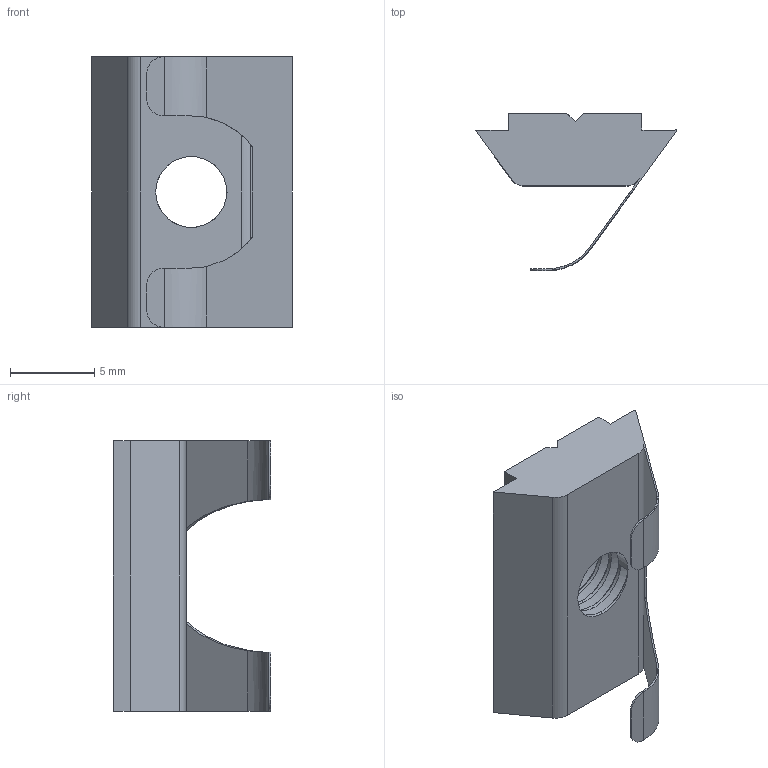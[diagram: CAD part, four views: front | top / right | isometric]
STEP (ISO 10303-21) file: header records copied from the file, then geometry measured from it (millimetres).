
FILE_DESCRIPTION (( 'STEP AP203' ), '1' );
FILE_NAME ('AL-2A12.A21A.01 Ñóõàðü ïàçîâûé ñ ôèêñàòîðîì ïàç 8, 16 ìì, Ì5.STEP', '2024-07-17T06:36:47', ( '' ), ( '' ), 'SwSTEP 2.0', 'SolidWorks 2021', '' );
FILE_SCHEMA (( 'CONFIG_CONTROL_DESIGN' ));
Length unit declared in the file: millimetre
Products named in the file (1): AL-2A12.A21A.01 Ñóõàðü ïàçîâûé ñ ôèêñàòîðîì ïàç 8, 16 ìì, Ì5
Bounding box: 11.89 x 9.3 x 16 mm (x, y, z)
Volume: 561.3 mm3; surface area: 762.7 mm2
Topology: 1 solids, 1 shells, 59 faces, 169 edges, 111 vertices
Faces by surface type: cylinder 26, plane 26, bspline 7
Entity records: 3500 total; most frequent: CARTESIAN_POINT 2008, ORIENTED_EDGE 338, DIRECTION 254, EDGE_CURVE 169, VERTEX_POINT 111, LINE 88, VECTOR 88, AXIS2_PLACEMENT_3D 83
